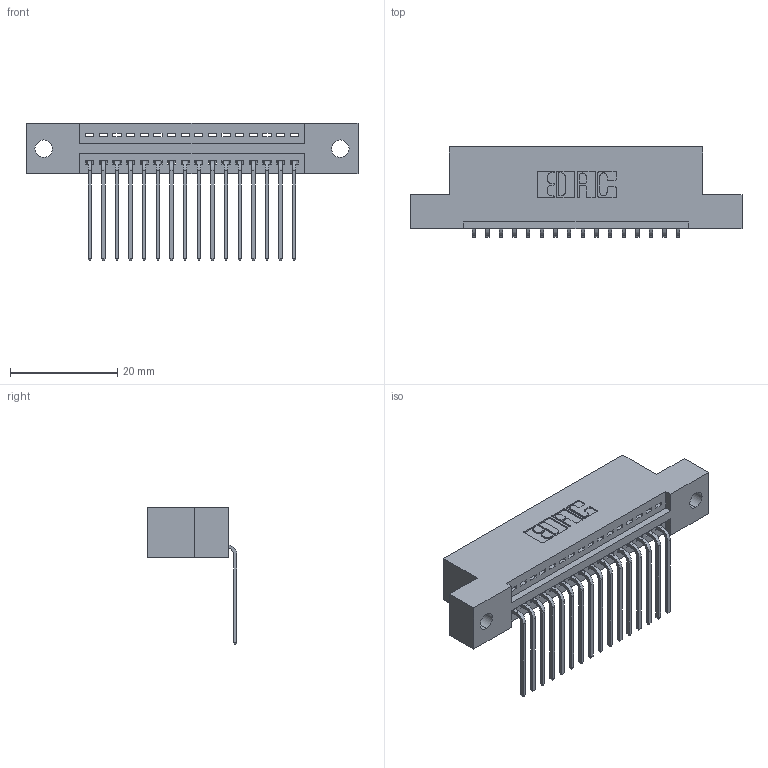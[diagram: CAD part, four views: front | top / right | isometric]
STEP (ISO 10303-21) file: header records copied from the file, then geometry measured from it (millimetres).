
FILE_DESCRIPTION (( 'STEP AP203' ), '1' );
FILE_NAME ('345-016-559-102.STEP', '2018-08-19T01:41:13', ( '' ), ( '' ), 'SwSTEP 2.0', 'SolidWorks 2016', '' );
FILE_SCHEMA (( 'CONFIG_CONTROL_DESIGN' ));
Length unit declared in the file: inch
Products named in the file (3): 345-292-001_558 559 Tail - 1; 345-016-559-102; 345 Part_Flush Mounting Lugs - 0.128 Dia
Assembly tree (17 placements, depth 2):
  345-016-559-102
    345 Part_Flush Mounting Lugs - 0.128 Dia
    345-292-001_558 559 Tail - 1  x16
Bounding box: 61.85 x 16.75 x 25.53 mm (x, y, z)
Volume: 5678.1 mm3; surface area: 7234.1 mm2
Topology: 17 solids, 17 shells, 1086 faces, 3253 edges, 2146 vertices
Faces by surface type: plane 752, cylinder 334
Entity records: 15629 total; most frequent: CARTESIAN_POINT 2716, ORIENTED_EDGE 2666, DIRECTION 2409, EDGE_CURVE 1333, LINE 1137, VECTOR 1137, VERTEX_POINT 886, AXIS2_PLACEMENT_3D 636
